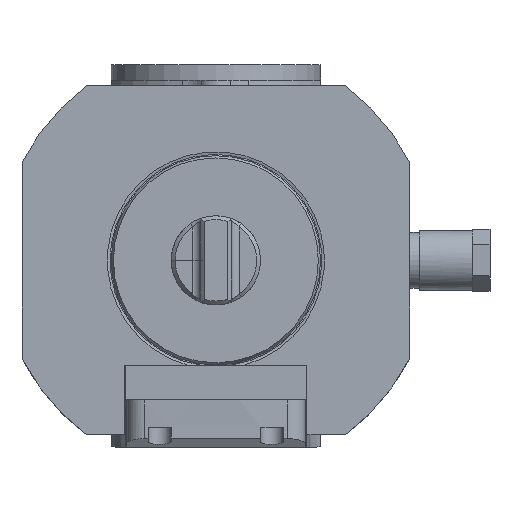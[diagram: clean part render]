
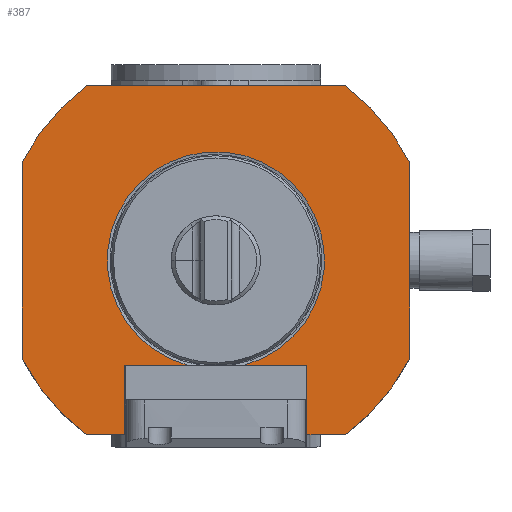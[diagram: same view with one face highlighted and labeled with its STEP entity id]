
A CAD part, front view. The second image highlights one B-rep face of the part: STEP entity #387.
In plain terms, the highlighted planar face has unit normal (0, -1, 0).
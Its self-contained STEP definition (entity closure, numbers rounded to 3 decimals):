
#63 = VERTEX_POINT ( 'NONE', #14229 ) ;
#387 = ADVANCED_FACE ( 'Defeature completata2_0', ( #21804 ), #31830, .F. ) ;
#1090 = DIRECTION ( 'NONE',  ( -1., 0., 0. ) ) ;
#1196 = ORIENTED_EDGE ( 'NONE', *, *, #20867, .T. ) ;
#1202 = EDGE_CURVE ( 'NONE', #23457, #20147, #16917, .T. ) ;
#1266 = CARTESIAN_POINT ( 'NONE',  ( -50., -65., -45. ) ) ;
#1933 = CARTESIAN_POINT ( 'NONE',  ( -7.413, -65., -27. ) ) ;
#2097 = CARTESIAN_POINT ( 'NONE',  ( 33.332, -65., 45. ) ) ;
#2312 = DIRECTION ( 'NONE',  ( 0., 0., -1. ) ) ;
#2353 = EDGE_CURVE ( 'NONE', #8190, #4131, #13407, .T. ) ;
#2776 = EDGE_CURVE ( 'NONE', #63, #23457, #25719, .T. ) ;
#3189 = CARTESIAN_POINT ( 'NONE',  ( -33.332, -65., -45. ) ) ;
#3269 = VECTOR ( 'NONE', #24834, 1000. ) ;
#3491 = CARTESIAN_POINT ( 'NONE',  ( -27., -65., -27. ) ) ;
#3511 = ORIENTED_EDGE ( 'NONE', *, *, #6334, .F. ) ;
#3630 = EDGE_CURVE ( 'NONE', #8190, #10143, #25156, .T. ) ;
#3651 = CARTESIAN_POINT ( 'NONE',  ( -23.5, -65., -27. ) ) ;
#3881 = VECTOR ( 'NONE', #16756, 1000. ) ;
#4131 = VERTEX_POINT ( 'NONE', #3189 ) ;
#4140 = ORIENTED_EDGE ( 'NONE', *, *, #17479, .F. ) ;
#4691 = DIRECTION ( 'NONE',  ( -1., 0., 0. ) ) ;
#4880 = AXIS2_PLACEMENT_3D ( 'NONE', #26817, #7365, #19549 ) ;
#5021 = DIRECTION ( 'NONE',  ( -1., 0., 0. ) ) ;
#5234 = AXIS2_PLACEMENT_3D ( 'NONE', #8389, #18291, #28464 ) ;
#5488 = EDGE_CURVE ( 'NONE', #14821, #5944, #25733, .T. ) ;
#5505 = EDGE_CURVE ( 'NONE', #4131, #8299, #29838, .T. ) ;
#5944 = VERTEX_POINT ( 'NONE', #19085 ) ;
#6231 = ORIENTED_EDGE ( 'NONE', *, *, #5505, .F. ) ;
#6334 = EDGE_CURVE ( 'NONE', #6928, #14821, #20002, .T. ) ;
#6493 = DIRECTION ( 'NONE',  ( -1., 0., 0. ) ) ;
#6832 = CARTESIAN_POINT ( 'NONE',  ( 0., -65., 0. ) ) ;
#6850 = ORIENTED_EDGE ( 'NONE', *, *, #5488, .F. ) ;
#6928 = VERTEX_POINT ( 'NONE', #27268 ) ;
#7365 = DIRECTION ( 'NONE',  ( 0., 1., 0. ) ) ;
#7775 = CARTESIAN_POINT ( 'NONE',  ( 0., -65., 0. ) ) ;
#8190 = VERTEX_POINT ( 'NONE', #11033 ) ;
#8228 = ORIENTED_EDGE ( 'NONE', *, *, #21656, .F. ) ;
#8299 = VERTEX_POINT ( 'NONE', #20416 ) ;
#8389 = CARTESIAN_POINT ( 'NONE',  ( 0., -65., 0. ) ) ;
#8865 = CIRCLE ( 'NONE', #28513, 27.999 ) ;
#9758 = VERTEX_POINT ( 'NONE', #2097 ) ;
#10143 = VERTEX_POINT ( 'NONE', #3651 ) ;
#10422 = CARTESIAN_POINT ( 'NONE',  ( 0., -65., 0. ) ) ;
#10879 = LINE ( 'NONE', #11507, #30407 ) ;
#11033 = CARTESIAN_POINT ( 'NONE',  ( -23.5, -65., -45. ) ) ;
#11507 = CARTESIAN_POINT ( 'NONE',  ( -50., -65., -45. ) ) ;
#11706 = VECTOR ( 'NONE', #1090, 1000. ) ;
#11731 = AXIS2_PLACEMENT_3D ( 'NONE', #22901, #22573, #13318 ) ;
#12285 = VECTOR ( 'NONE', #5021, 1000. ) ;
#12705 = EDGE_CURVE ( 'NONE', #10143, #13155, #21142, .T. ) ;
#12806 = EDGE_CURVE ( 'NONE', #13155, #63, #8865, .T. ) ;
#13155 = VERTEX_POINT ( 'NONE', #1933 ) ;
#13318 = DIRECTION ( 'NONE',  ( -1., 0., 0. ) ) ;
#13407 = LINE ( 'NONE', #28646, #11706 ) ;
#13517 = DIRECTION ( 'NONE',  ( 1., 0., 0. ) ) ;
#14229 = CARTESIAN_POINT ( 'NONE',  ( 7.413, -65., -27. ) ) ;
#14447 = ORIENTED_EDGE ( 'NONE', *, *, #3630, .T. ) ;
#14474 = CARTESIAN_POINT ( 'NONE',  ( 50., -65., -45. ) ) ;
#14606 = DIRECTION ( 'NONE',  ( -1., 0., 0. ) ) ;
#14821 = VERTEX_POINT ( 'NONE', #20354 ) ;
#14946 = CARTESIAN_POINT ( 'NONE',  ( -23.5, -65., 0. ) ) ;
#15540 = VECTOR ( 'NONE', #23484, 1000. ) ;
#15747 = ORIENTED_EDGE ( 'NONE', *, *, #2353, .F. ) ;
#16449 = ORIENTED_EDGE ( 'NONE', *, *, #12705, .T. ) ;
#16756 = DIRECTION ( 'NONE',  ( 0., 0., -1. ) ) ;
#16905 = CARTESIAN_POINT ( 'NONE',  ( -33.332, -65., 45. ) ) ;
#16917 = LINE ( 'NONE', #26945, #3881 ) ;
#16989 = EDGE_LOOP ( 'NONE', ( #4140, #1196, #6231, #15747, #14447, #16449, #19243, #18950, #22517, #23255, #6850, #3511, #8228, #21490 ) ) ;
#17139 = CIRCLE ( 'NONE', #5234, 56. ) ;
#17208 = VECTOR ( 'NONE', #23275, 1000. ) ;
#17479 = EDGE_CURVE ( 'NONE', #17711, #21242, #27589, .T. ) ;
#17711 = VERTEX_POINT ( 'NONE', #31248 ) ;
#17963 = AXIS2_PLACEMENT_3D ( 'NONE', #10422, #30321, #20159 ) ;
#18291 = DIRECTION ( 'NONE',  ( 0., 1., 0. ) ) ;
#18452 = EDGE_CURVE ( 'NONE', #9758, #21242, #27220, .T. ) ;
#18714 = CARTESIAN_POINT ( 'NONE',  ( -27., -65., -27. ) ) ;
#18950 = ORIENTED_EDGE ( 'NONE', *, *, #2776, .T. ) ;
#19085 = CARTESIAN_POINT ( 'NONE',  ( 33.332, -65., -45. ) ) ;
#19243 = ORIENTED_EDGE ( 'NONE', *, *, #12806, .T. ) ;
#19549 = DIRECTION ( 'NONE',  ( -1., 0., 0. ) ) ;
#19962 = CARTESIAN_POINT ( 'NONE',  ( -50., -65., 45. ) ) ;
#20002 = LINE ( 'NONE', #14474, #24648 ) ;
#20147 = VERTEX_POINT ( 'NONE', #23402 ) ;
#20159 = DIRECTION ( 'NONE',  ( -1., 0., 0. ) ) ;
#20354 = CARTESIAN_POINT ( 'NONE',  ( 50., -65., -25.219 ) ) ;
#20416 = CARTESIAN_POINT ( 'NONE',  ( -50., -65., -25.219 ) ) ;
#20867 = EDGE_CURVE ( 'NONE', #17711, #8299, #29243, .T. ) ;
#21142 = LINE ( 'NONE', #18714, #21781 ) ;
#21242 = VERTEX_POINT ( 'NONE', #16905 ) ;
#21490 = ORIENTED_EDGE ( 'NONE', *, *, #18452, .T. ) ;
#21656 = EDGE_CURVE ( 'NONE', #9758, #6928, #17139, .T. ) ;
#21781 = VECTOR ( 'NONE', #13517, 1000. ) ;
#21804 = FACE_OUTER_BOUND ( 'NONE', #16989, .T. ) ;
#21916 = AXIS2_PLACEMENT_3D ( 'NONE', #6832, #29193, #14606 ) ;
#22517 = ORIENTED_EDGE ( 'NONE', *, *, #1202, .T. ) ;
#22573 = DIRECTION ( 'NONE',  ( 0., 1., 0. ) ) ;
#22901 = CARTESIAN_POINT ( 'NONE',  ( 0., -65., 0. ) ) ;
#23255 = ORIENTED_EDGE ( 'NONE', *, *, #29150, .F. ) ;
#23275 = DIRECTION ( 'NONE',  ( 1., 0., 0. ) ) ;
#23402 = CARTESIAN_POINT ( 'NONE',  ( 23.5, -65., -45. ) ) ;
#23457 = VERTEX_POINT ( 'NONE', #25635 ) ;
#23484 = DIRECTION ( 'NONE',  ( 0., 0., -1. ) ) ;
#24648 = VECTOR ( 'NONE', #2312, 1000. ) ;
#24834 = DIRECTION ( 'NONE',  ( 0., 0., 1. ) ) ;
#25156 = LINE ( 'NONE', #14946, #3269 ) ;
#25635 = CARTESIAN_POINT ( 'NONE',  ( 23.5, -65., -27. ) ) ;
#25719 = LINE ( 'NONE', #3491, #17208 ) ;
#25733 = CIRCLE ( 'NONE', #11731, 56. ) ;
#26817 = CARTESIAN_POINT ( 'NONE',  ( -27., -65., 0. ) ) ;
#26899 = DIRECTION ( 'NONE',  ( 0., 1., 0. ) ) ;
#26945 = CARTESIAN_POINT ( 'NONE',  ( 23.5, -65., 0. ) ) ;
#27220 = LINE ( 'NONE', #19962, #12285 ) ;
#27268 = CARTESIAN_POINT ( 'NONE',  ( 50., -65., 25.219 ) ) ;
#27589 = CIRCLE ( 'NONE', #21916, 56. ) ;
#28464 = DIRECTION ( 'NONE',  ( -1., 0., 0. ) ) ;
#28513 = AXIS2_PLACEMENT_3D ( 'NONE', #7775, #26899, #4691 ) ;
#28646 = CARTESIAN_POINT ( 'NONE',  ( -50., -65., -45. ) ) ;
#29150 = EDGE_CURVE ( 'NONE', #5944, #20147, #10879, .T. ) ;
#29193 = DIRECTION ( 'NONE',  ( 0., 1., 0. ) ) ;
#29243 = LINE ( 'NONE', #1266, #15540 ) ;
#29838 = CIRCLE ( 'NONE', #17963, 56. ) ;
#30321 = DIRECTION ( 'NONE',  ( 0., 1., 0. ) ) ;
#30407 = VECTOR ( 'NONE', #6493, 1000. ) ;
#31248 = CARTESIAN_POINT ( 'NONE',  ( -50., -65., 25.219 ) ) ;
#31830 = PLANE ( 'NONE',  #4880 ) ;
